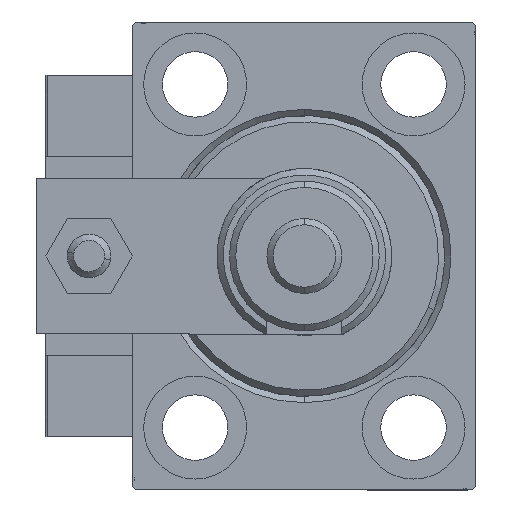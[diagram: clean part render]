
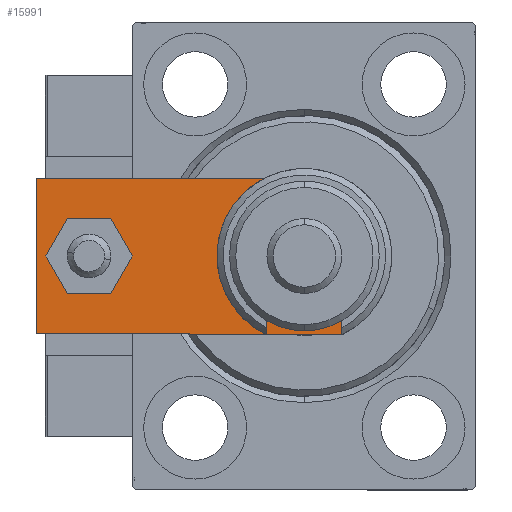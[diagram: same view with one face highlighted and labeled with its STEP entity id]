
A CAD part, left-side view. The second image highlights one B-rep face of the part: STEP entity #15991.
In plain terms, the highlighted face is planar.
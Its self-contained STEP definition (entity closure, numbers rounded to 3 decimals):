
#115 = ORIENTED_EDGE ( 'NONE', *, *, #4048, .T. ) ;
#138 = CARTESIAN_POINT ( 'NONE',  ( 0., 0., 6. ) ) ;
#215 = AXIS2_PLACEMENT_3D ( 'NONE', #138, #8707, #41406 ) ;
#2074 = VECTOR ( 'NONE', #19293, 1000. ) ;
#2692 = CARTESIAN_POINT ( 'NONE',  ( 12.5, 5.66, 6. ) ) ;
#2982 = VECTOR ( 'NONE', #14879, 1000. ) ;
#3222 = DIRECTION ( 'NONE',  ( 0.707, -0.707, 0. ) ) ;
#4048 = EDGE_CURVE ( 'NONE', #50025, #21630, #35229, .T. ) ;
#4701 = VERTEX_POINT ( 'NONE', #50897 ) ;
#8011 = EDGE_CURVE ( 'NONE', #21630, #10276, #11088, .T. ) ;
#8402 = CARTESIAN_POINT ( 'NONE',  ( 0., 46.5, 6. ) ) ;
#8707 = DIRECTION ( 'NONE',  ( 0., 0., 1. ) ) ;
#9021 = CARTESIAN_POINT ( 'NONE',  ( -4., 46.5, 6. ) ) ;
#10120 = CARTESIAN_POINT ( 'NONE',  ( 0., 46.5, 6. ) ) ;
#10272 = CARTESIAN_POINT ( 'NONE',  ( 0., 12., 6. ) ) ;
#10276 = VERTEX_POINT ( 'NONE', #51752 ) ;
#10700 = LINE ( 'NONE', #27067, #21060 ) ;
#10756 = VERTEX_POINT ( 'NONE', #45777 ) ;
#10796 = DIRECTION ( 'NONE',  ( 1., 0., 0. ) ) ;
#10802 = AXIS2_PLACEMENT_3D ( 'NONE', #10272, #14558, #10796 ) ;
#10899 = VERTEX_POINT ( 'NONE', #25313 ) ;
#11088 = LINE ( 'NONE', #44046, #49695 ) ;
#11492 = CIRCLE ( 'NONE', #45705, 4. ) ;
#12683 = VERTEX_POINT ( 'NONE', #23540 ) ;
#13486 = DIRECTION ( 'NONE',  ( 1., 0., 0. ) ) ;
#14558 = DIRECTION ( 'NONE',  ( 0., 0., 1. ) ) ;
#14879 = DIRECTION ( 'NONE',  ( 0., 1., 0. ) ) ;
#15144 = CARTESIAN_POINT ( 'NONE',  ( 12.5, 0., 6. ) ) ;
#15991 = ADVANCED_FACE ( 'NONE', ( #40618, #45407, #21072 ), #52635, .T. ) ;
#16461 = CARTESIAN_POINT ( 'NONE',  ( 0., 12., 6. ) ) ;
#16829 = VECTOR ( 'NONE', #3222, 1000. ) ;
#19293 = DIRECTION ( 'NONE',  ( 0.707, 0.707, 0. ) ) ;
#20008 = VERTEX_POINT ( 'NONE', #50564 ) ;
#20009 = VECTOR ( 'NONE', #23779, 1000. ) ;
#21060 = VECTOR ( 'NONE', #31866, 1000. ) ;
#21072 = FACE_BOUND ( 'NONE', #43017, .T. ) ;
#21630 = VERTEX_POINT ( 'NONE', #35733 ) ;
#22666 = EDGE_CURVE ( 'NONE', #31400, #10899, #25322, .T. ) ;
#23205 = EDGE_CURVE ( 'NONE', #4701, #12683, #10700, .T. ) ;
#23212 = ORIENTED_EDGE ( 'NONE', *, *, #41348, .F. ) ;
#23540 = CARTESIAN_POINT ( 'NONE',  ( 6.84, 0., 6. ) ) ;
#23552 = EDGE_CURVE ( 'NONE', #48755, #20008, #33917, .T. ) ;
#23779 = DIRECTION ( 'NONE',  ( 0., -1., 0. ) ) ;
#24001 = EDGE_CURVE ( 'NONE', #10756, #4701, #40742, .T. ) ;
#24936 = AXIS2_PLACEMENT_3D ( 'NONE', #16461, #41106, #37084 ) ;
#25313 = CARTESIAN_POINT ( 'NONE',  ( 4., 46.5, 6. ) ) ;
#25322 = CIRCLE ( 'NONE', #29603, 4. ) ;
#27064 = LINE ( 'NONE', #38846, #2074 ) ;
#27067 = CARTESIAN_POINT ( 'NONE',  ( -12.5, 0., 6. ) ) ;
#27801 = CARTESIAN_POINT ( 'NONE',  ( -12.5, 55., 6. ) ) ;
#29603 = AXIS2_PLACEMENT_3D ( 'NONE', #8402, #50415, #13486 ) ;
#30936 = ORIENTED_EDGE ( 'NONE', *, *, #52162, .F. ) ;
#31400 = VERTEX_POINT ( 'NONE', #9021 ) ;
#31762 = CIRCLE ( 'NONE', #24936, 8.25 ) ;
#31866 = DIRECTION ( 'NONE',  ( 1., 0., 0. ) ) ;
#32252 = ORIENTED_EDGE ( 'NONE', *, *, #23205, .T. ) ;
#32428 = CARTESIAN_POINT ( 'NONE',  ( -3.42, -3.42, 6. ) ) ;
#33041 = ORIENTED_EDGE ( 'NONE', *, *, #51915, .T. ) ;
#33917 = CIRCLE ( 'NONE', #10802, 8.25 ) ;
#35229 = LINE ( 'NONE', #15144, #2982 ) ;
#35483 = DIRECTION ( 'NONE',  ( -1., 0., 0. ) ) ;
#35549 = ORIENTED_EDGE ( 'NONE', *, *, #23552, .F. ) ;
#35733 = CARTESIAN_POINT ( 'NONE',  ( 12.5, 55., 6. ) ) ;
#37084 = DIRECTION ( 'NONE',  ( 1., 0., 0. ) ) ;
#37556 = ORIENTED_EDGE ( 'NONE', *, *, #24001, .T. ) ;
#38258 = CARTESIAN_POINT ( 'NONE',  ( -8.25, 12., 6. ) ) ;
#38437 = ORIENTED_EDGE ( 'NONE', *, *, #46562, .T. ) ;
#38846 = CARTESIAN_POINT ( 'NONE',  ( 3.42, -3.42, 6. ) ) ;
#40076 = EDGE_LOOP ( 'NONE', ( #49653, #30936 ) ) ;
#40379 = LINE ( 'NONE', #27801, #20009 ) ;
#40618 = FACE_BOUND ( 'NONE', #40076, .T. ) ;
#40742 = LINE ( 'NONE', #32428, #16829 ) ;
#41106 = DIRECTION ( 'NONE',  ( 0., 0., 1. ) ) ;
#41348 = EDGE_CURVE ( 'NONE', #20008, #48755, #31762, .T. ) ;
#41406 = DIRECTION ( 'NONE',  ( 1., 0., 0. ) ) ;
#41680 = ORIENTED_EDGE ( 'NONE', *, *, #8011, .T. ) ;
#43017 = EDGE_LOOP ( 'NONE', ( #35549, #23212 ) ) ;
#44046 = CARTESIAN_POINT ( 'NONE',  ( 12.5, 55., 6. ) ) ;
#45407 = FACE_OUTER_BOUND ( 'NONE', #45751, .T. ) ;
#45705 = AXIS2_PLACEMENT_3D ( 'NONE', #10120, #50815, #51604 ) ;
#45751 = EDGE_LOOP ( 'NONE', ( #38437, #37556, #32252, #33041, #115, #41680 ) ) ;
#45777 = CARTESIAN_POINT ( 'NONE',  ( -12.5, 5.66, 6. ) ) ;
#46562 = EDGE_CURVE ( 'NONE', #10276, #10756, #40379, .T. ) ;
#48755 = VERTEX_POINT ( 'NONE', #38258 ) ;
#49653 = ORIENTED_EDGE ( 'NONE', *, *, #22666, .F. ) ;
#49695 = VECTOR ( 'NONE', #35483, 1000. ) ;
#50025 = VERTEX_POINT ( 'NONE', #2692 ) ;
#50415 = DIRECTION ( 'NONE',  ( 0., 0., 1. ) ) ;
#50564 = CARTESIAN_POINT ( 'NONE',  ( 8.25, 12., 6. ) ) ;
#50815 = DIRECTION ( 'NONE',  ( 0., 0., 1. ) ) ;
#50897 = CARTESIAN_POINT ( 'NONE',  ( -6.84, 0., 6. ) ) ;
#51604 = DIRECTION ( 'NONE',  ( 1., 0., 0. ) ) ;
#51752 = CARTESIAN_POINT ( 'NONE',  ( -12.5, 55., 6. ) ) ;
#51915 = EDGE_CURVE ( 'NONE', #12683, #50025, #27064, .T. ) ;
#52162 = EDGE_CURVE ( 'NONE', #10899, #31400, #11492, .T. ) ;
#52635 = PLANE ( 'NONE',  #215 ) ;
